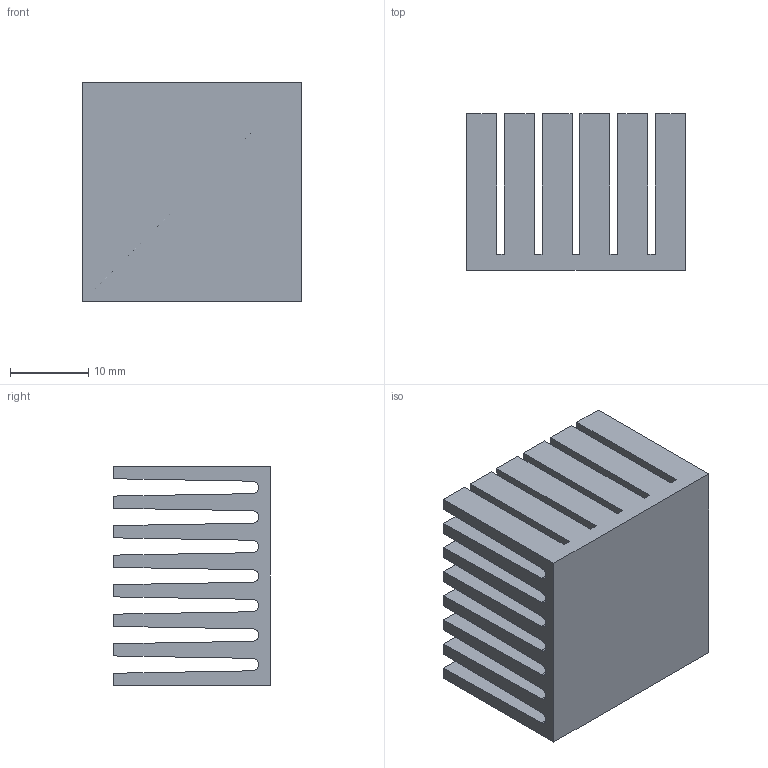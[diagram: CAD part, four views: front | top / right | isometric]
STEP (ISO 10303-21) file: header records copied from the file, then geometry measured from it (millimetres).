
FILE_DESCRIPTION (( 'STEP AP203' ), '1' );
FILE_NAME ('Radiator 28x28x20mm.STEP', '2019-12-03T18:56:23', ( '' ), ( '' ), 'SwSTEP 2.0', 'SolidWorks 2019', '' );
FILE_SCHEMA (( 'CONFIG_CONTROL_DESIGN' ));
Length unit declared in the file: millimetre
Products named in the file (2): Radiator 28x28x20mm
Bounding box: 28 x 20 x 28 mm (x, y, z)
Volume: 7553.7 mm3; surface area: 11562 mm2
Topology: 1 solids, 1 shells, 278 faces, 828 edges, 552 vertices
Faces by surface type: plane 264, cylinder 14
Entity records: 9455 total; most frequent: CARTESIAN_POINT 1660, ORIENTED_EDGE 1656, DIRECTION 1556, EDGE_CURVE 828, LINE 660, VECTOR 660, VERTEX_POINT 552, AXIS2_PLACEMENT_3D 448
